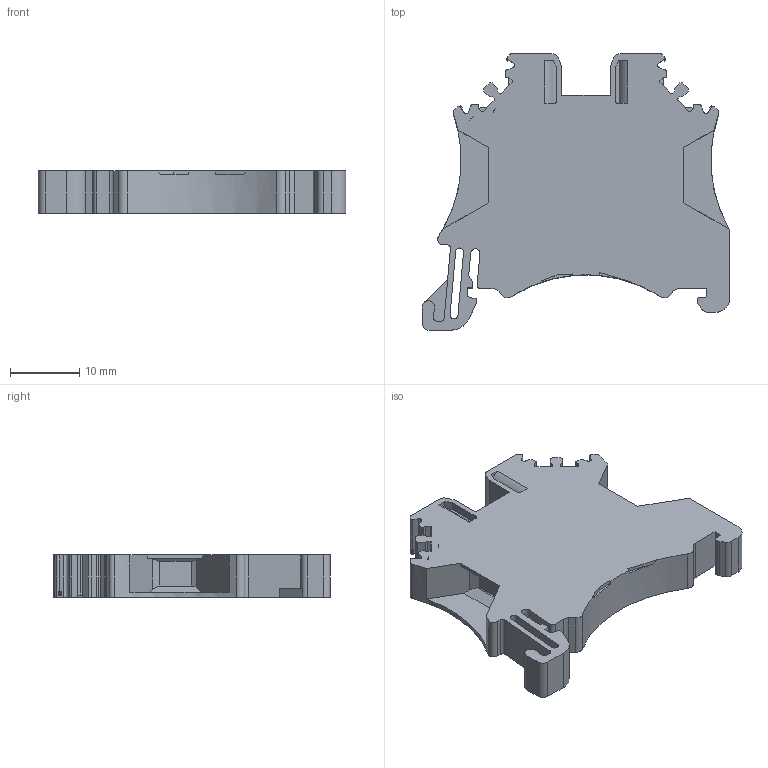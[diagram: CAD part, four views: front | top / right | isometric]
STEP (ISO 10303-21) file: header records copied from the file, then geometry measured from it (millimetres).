
FILE_DESCRIPTION(/* description */ ('Unknown'),/* implementation_level */ '2;1');
FILE_NAME(/* name */ 'DC4-01P-1Y-12A(H)-C浅灰',/* time_stamp */ '2022-03-31T11:02:02+08:00',/* author */ ('Unknown'),/* organization */ ('Unknown'),/* preprocessor_version */ 'ST-DEVELOPER v16.7',/* originating_system */ 'Solid Edge',/* authorisation */ 'Unknown');
FILE_SCHEMA (('AUTOMOTIVE_DESIGN {1 0 10303 214 3 1 1}'));
Length unit declared in the file: millimetre
Products named in the file (1): DC4-01P-1Y-12A(H)-C
Bounding box: 44.5 x 40 x 6.1 mm (x, y, z)
Volume: 6000.1 mm3; surface area: 4411.4 mm2
Topology: 1 solids, 1 shells, 2166 faces, 6224 edges, 4144 vertices
Faces by surface type: plane 1945, cylinder 202, cone 9, torus 5, bspline 5
Full cylindrical faces by diameter (mm): 4.6 x2
Entity records: 69898 total; most frequent: CARTESIAN_POINT 12860, ORIENTED_EDGE 12430, DIRECTION 10876, EDGE_CURVE 6215, LINE 5694, VECTOR 5694, VERTEX_POINT 4139, AXIS2_PLACEMENT_3D 2591
